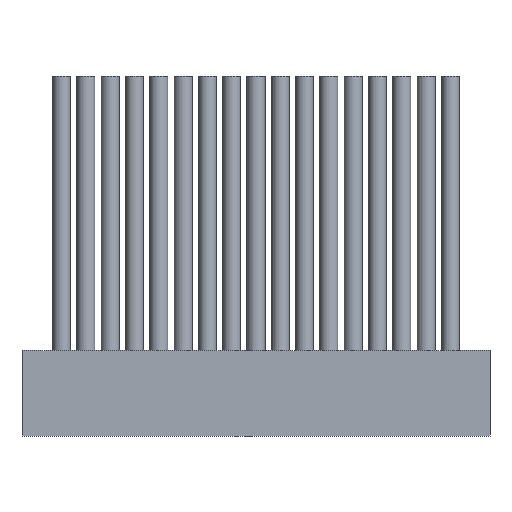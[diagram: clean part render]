
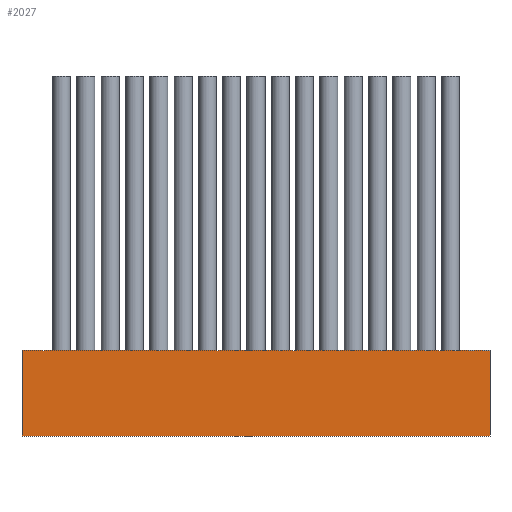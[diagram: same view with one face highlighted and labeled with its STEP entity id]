
A CAD part, front view. The second image highlights one B-rep face of the part: STEP entity #2027.
In plain terms, the highlighted planar face has unit normal (0, -1, 0).
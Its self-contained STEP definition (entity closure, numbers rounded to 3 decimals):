
#170=PLANE('',#2364);
#330=FACE_OUTER_BOUND('',#490,.T.);
#490=EDGE_LOOP('',(#1698,#1699,#1700,#1701));
#650=LINE('',#3633,#739);
#653=LINE('',#3639,#742);
#654=LINE('',#3641,#743);
#655=LINE('',#3642,#744);
#739=VECTOR('',#3067,10.);
#742=VECTOR('',#3072,10.);
#743=VECTOR('',#3073,10.);
#744=VECTOR('',#3074,10.);
#1059=VERTEX_POINT('',#3630);
#1060=VERTEX_POINT('',#3632);
#1062=VERTEX_POINT('',#3638);
#1063=VERTEX_POINT('',#3640);
#1298=EDGE_CURVE('',#1059,#1060,#650,.T.);
#1301=EDGE_CURVE('',#1062,#1059,#653,.T.);
#1302=EDGE_CURVE('',#1063,#1062,#654,.T.);
#1303=EDGE_CURVE('',#1060,#1063,#655,.T.);
#1698=ORIENTED_EDGE('',*,*,#1301,.F.);
#1699=ORIENTED_EDGE('',*,*,#1302,.F.);
#1700=ORIENTED_EDGE('',*,*,#1303,.F.);
#1701=ORIENTED_EDGE('',*,*,#1298,.F.);
#2027=ADVANCED_FACE('',(#330),#170,.T.);
#2364=AXIS2_PLACEMENT_3D('',#3637,#3070,#3071);
#3067=DIRECTION('',(-1.,0.,0.));
#3070=DIRECTION('center_axis',(0.,-1.,0.));
#3071=DIRECTION('ref_axis',(1.,0.,0.));
#3072=DIRECTION('',(0.,0.,-1.));
#3073=DIRECTION('',(1.,0.,0.));
#3074=DIRECTION('',(0.,0.,1.));
#3630=CARTESIAN_POINT('',(26.,-26.,-4.75));
#3632=CARTESIAN_POINT('',(-26.,-26.,-4.75));
#3633=CARTESIAN_POINT('',(-26.,-26.,-4.75));
#3637=CARTESIAN_POINT('Origin',(-26.,-26.,0.));
#3638=CARTESIAN_POINT('',(26.,-26.,4.75));
#3639=CARTESIAN_POINT('',(26.,-26.,0.));
#3640=CARTESIAN_POINT('',(-26.,-26.,4.75));
#3641=CARTESIAN_POINT('',(-26.,-26.,4.75));
#3642=CARTESIAN_POINT('',(-26.,-26.,0.));
